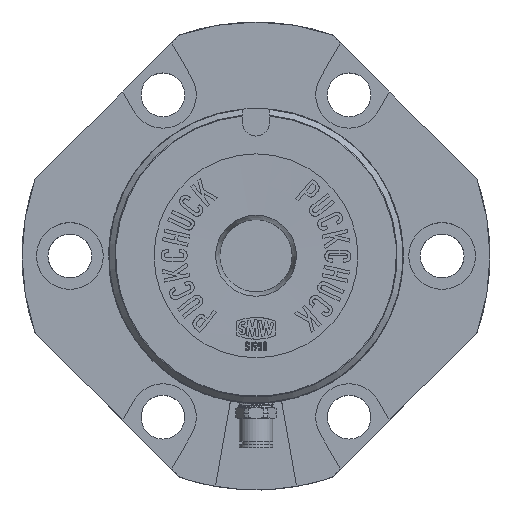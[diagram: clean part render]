
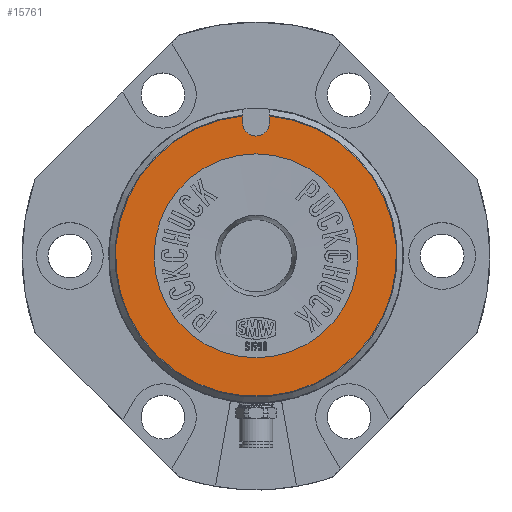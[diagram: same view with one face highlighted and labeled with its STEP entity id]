
A CAD part, top view. The second image highlights one B-rep face of the part: STEP entity #15761.
In plain terms, the highlighted planar face has unit normal (0, 0, 1).
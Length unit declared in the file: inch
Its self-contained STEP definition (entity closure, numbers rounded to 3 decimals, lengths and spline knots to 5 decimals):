
#704=PLANE('',#16530);
#897=FACE_BOUND('',#3189,.T.);
#1419=CIRCLE('',#16528,1.65197);
#1421=CIRCLE('',#16531,0.15748);
#1422=CIRCLE('',#16532,1.1987);
#2263=FACE_OUTER_BOUND('',#3188,.T.);
#3188=EDGE_LOOP('',(#14671,#14672,#14673,#14674));
#3189=EDGE_LOOP('',(#14675));
#5031=LINE('',#33680,#6107);
#5032=LINE('',#33683,#6108);
#6107=VECTOR('',#19084,0.3937);
#6108=VECTOR('',#19087,0.3937);
#7665=VERTEX_POINT('',#33661);
#7666=VERTEX_POINT('',#33668);
#7668=VERTEX_POINT('',#33679);
#7669=VERTEX_POINT('',#33681);
#7670=VERTEX_POINT('',#33684);
#10011=EDGE_CURVE('',#7665,#7666,#1419,.T.);
#10014=EDGE_CURVE('',#7665,#7668,#5031,.T.);
#10015=EDGE_CURVE('',#7668,#7669,#1421,.T.);
#10016=EDGE_CURVE('',#7669,#7666,#5032,.T.);
#10017=EDGE_CURVE('',#7670,#7670,#1422,.T.);
#14671=ORIENTED_EDGE('',*,*,#10011,.F.);
#14672=ORIENTED_EDGE('',*,*,#10014,.T.);
#14673=ORIENTED_EDGE('',*,*,#10015,.T.);
#14674=ORIENTED_EDGE('',*,*,#10016,.T.);
#14675=ORIENTED_EDGE('',*,*,#10017,.T.);
#15761=ADVANCED_FACE('',(#2263,#897),#704,.T.);
#16528=AXIS2_PLACEMENT_3D('',#33669,#19078,#19079);
#16530=AXIS2_PLACEMENT_3D('',#33678,#19082,#19083);
#16531=AXIS2_PLACEMENT_3D('',#33682,#19085,#19086);
#16532=AXIS2_PLACEMENT_3D('',#33685,#19088,#19089);
#19078=DIRECTION('center_axis',(0.,0.,
-1.));
#19079=DIRECTION('ref_axis',(0.,-1.,0.));
#19082=DIRECTION('center_axis',(0.,0.,
1.));
#19083=DIRECTION('ref_axis',(-1.,0.,0.));
#19084=DIRECTION('',(0.,-1.,0.));
#19085=DIRECTION('center_axis',(0.,0.,
-1.));
#19086=DIRECTION('ref_axis',(-1.,0.,0.));
#19087=DIRECTION('',(0.,1.,0.));
#19088=DIRECTION('center_axis',(0.,0.,
-1.));
#19089=DIRECTION('ref_axis',(0.,1.,0.));
#33661=CARTESIAN_POINT('',(0.15748,1.64445,1.93));
#33668=CARTESIAN_POINT('',(-0.15748,1.64445,1.93));
#33669=CARTESIAN_POINT('Origin',(0.,0.,
1.93));
#33678=CARTESIAN_POINT('Origin',(0.,0.,
1.93));
#33679=CARTESIAN_POINT('',(0.15748,1.56496,1.93));
#33680=CARTESIAN_POINT('',(0.15748,0.93996,1.93));
#33681=CARTESIAN_POINT('',(-0.15748,1.56496,1.93));
#33682=CARTESIAN_POINT('Origin',(0.,1.56496,
1.93));
#33683=CARTESIAN_POINT('',(-0.15748,0.78248,1.93));
#33684=CARTESIAN_POINT('',(1.1987,0.,1.93));
#33685=CARTESIAN_POINT('Origin',(0.,0.,
1.93));
